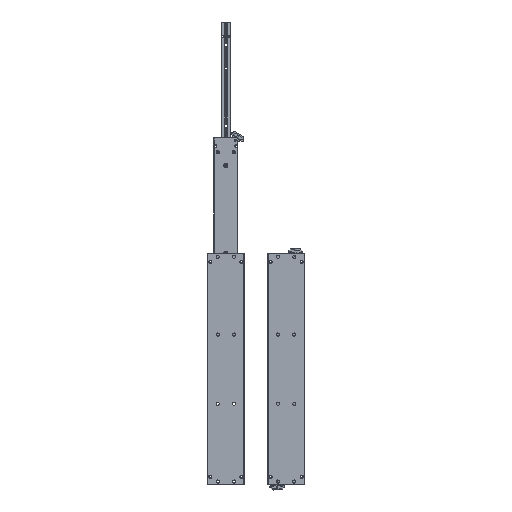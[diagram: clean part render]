
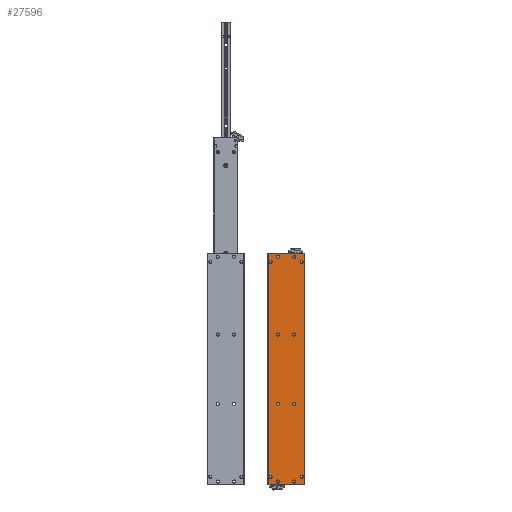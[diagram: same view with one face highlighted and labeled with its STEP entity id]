
A CAD part, left-side view. The second image highlights one B-rep face of the part: STEP entity #27596.
In plain terms, the highlighted planar face has unit normal (-1, 0, 0).
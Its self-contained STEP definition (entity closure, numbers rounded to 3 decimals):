
#520=FACE_BOUND('',#7325,.T.);
#521=FACE_BOUND('',#7326,.T.);
#522=FACE_BOUND('',#7327,.T.);
#523=FACE_BOUND('',#7328,.T.);
#524=FACE_BOUND('',#7329,.T.);
#525=FACE_BOUND('',#7330,.T.);
#526=FACE_BOUND('',#7331,.T.);
#527=FACE_BOUND('',#7332,.T.);
#528=FACE_BOUND('',#7333,.T.);
#529=FACE_BOUND('',#7334,.T.);
#530=FACE_BOUND('',#7335,.T.);
#531=FACE_BOUND('',#7336,.T.);
#1552=LINE('',#56967,#3436);
#1553=LINE('',#56969,#3437);
#1554=LINE('',#56971,#3438);
#1555=LINE('',#56972,#3439);
#3436=VECTOR('',#32541,78.);
#3437=VECTOR('',#32542,500.);
#3438=VECTOR('',#32543,78.);
#3439=VECTOR('',#32544,500.);
#5748=FACE_OUTER_BOUND('',#7324,.T.);
#7324=EDGE_LOOP('',(#20506,#20507,#20508,#20509));
#7325=EDGE_LOOP('',(#20510));
#7326=EDGE_LOOP('',(#20511));
#7327=EDGE_LOOP('',(#20512));
#7328=EDGE_LOOP('',(#20513));
#7329=EDGE_LOOP('',(#20514));
#7330=EDGE_LOOP('',(#20515));
#7331=EDGE_LOOP('',(#20516));
#7332=EDGE_LOOP('',(#20517));
#7333=EDGE_LOOP('',(#20518));
#7334=EDGE_LOOP('',(#20519));
#7335=EDGE_LOOP('',(#20520));
#7336=EDGE_LOOP('',(#20521));
#9931=CIRCLE('',#29136,3.475);
#9932=CIRCLE('',#29138,3.475);
#9933=CIRCLE('',#29139,3.475);
#9934=CIRCLE('',#29140,3.3);
#9935=CIRCLE('',#29141,3.3);
#9936=CIRCLE('',#29142,3.3);
#9937=CIRCLE('',#29143,3.3);
#9938=CIRCLE('',#29144,3.3);
#9939=CIRCLE('',#29145,3.3);
#9940=CIRCLE('',#29146,3.3);
#9941=CIRCLE('',#29147,3.3);
#9942=CIRCLE('',#29148,3.475);
#11620=VERTEX_POINT('',#56962);
#11621=VERTEX_POINT('',#56965);
#11622=VERTEX_POINT('',#56966);
#11623=VERTEX_POINT('',#56968);
#11624=VERTEX_POINT('',#56970);
#11625=VERTEX_POINT('',#56973);
#11626=VERTEX_POINT('',#56975);
#11627=VERTEX_POINT('',#56977);
#11628=VERTEX_POINT('',#56979);
#11629=VERTEX_POINT('',#56981);
#11630=VERTEX_POINT('',#56983);
#11631=VERTEX_POINT('',#56985);
#11632=VERTEX_POINT('',#56987);
#11633=VERTEX_POINT('',#56989);
#11634=VERTEX_POINT('',#56991);
#11635=VERTEX_POINT('',#56993);
#14883=EDGE_CURVE('',#11620,#11620,#9931,.T.);
#14884=EDGE_CURVE('',#11621,#11622,#1552,.T.);
#14885=EDGE_CURVE('',#11623,#11621,#1553,.T.);
#14886=EDGE_CURVE('',#11624,#11623,#1554,.T.);
#14887=EDGE_CURVE('',#11624,#11622,#1555,.T.);
#14888=EDGE_CURVE('',#11625,#11625,#9932,.T.);
#14889=EDGE_CURVE('',#11626,#11626,#9933,.T.);
#14890=EDGE_CURVE('',#11627,#11627,#9934,.T.);
#14891=EDGE_CURVE('',#11628,#11628,#9935,.T.);
#14892=EDGE_CURVE('',#11629,#11629,#9936,.T.);
#14893=EDGE_CURVE('',#11630,#11630,#9937,.T.);
#14894=EDGE_CURVE('',#11631,#11631,#9938,.T.);
#14895=EDGE_CURVE('',#11632,#11632,#9939,.T.);
#14896=EDGE_CURVE('',#11633,#11633,#9940,.T.);
#14897=EDGE_CURVE('',#11634,#11634,#9941,.T.);
#14898=EDGE_CURVE('',#11635,#11635,#9942,.T.);
#20506=ORIENTED_EDGE('',*,*,#14884,.F.);
#20507=ORIENTED_EDGE('',*,*,#14885,.F.);
#20508=ORIENTED_EDGE('',*,*,#14886,.F.);
#20509=ORIENTED_EDGE('',*,*,#14887,.T.);
#20510=ORIENTED_EDGE('',*,*,#14888,.F.);
#20511=ORIENTED_EDGE('',*,*,#14889,.F.);
#20512=ORIENTED_EDGE('',*,*,#14890,.T.);
#20513=ORIENTED_EDGE('',*,*,#14891,.T.);
#20514=ORIENTED_EDGE('',*,*,#14892,.T.);
#20515=ORIENTED_EDGE('',*,*,#14893,.T.);
#20516=ORIENTED_EDGE('',*,*,#14894,.T.);
#20517=ORIENTED_EDGE('',*,*,#14895,.T.);
#20518=ORIENTED_EDGE('',*,*,#14896,.T.);
#20519=ORIENTED_EDGE('',*,*,#14897,.T.);
#20520=ORIENTED_EDGE('',*,*,#14898,.F.);
#20521=ORIENTED_EDGE('',*,*,#14883,.F.);
#25298=PLANE('',#29137);
#27596=ADVANCED_FACE('',(#5748,#520,#521,#522,#523,#524,#525,#526,#527,
#528,#529,#530,#531),#25298,.T.);
#29136=AXIS2_PLACEMENT_3D('',#56963,#32537,#32538);
#29137=AXIS2_PLACEMENT_3D('',#56964,#32539,#32540);
#29138=AXIS2_PLACEMENT_3D('',#56974,#32545,#32546);
#29139=AXIS2_PLACEMENT_3D('',#56976,#32547,#32548);
#29140=AXIS2_PLACEMENT_3D('',#56978,#32549,#32550);
#29141=AXIS2_PLACEMENT_3D('',#56980,#32551,#32552);
#29142=AXIS2_PLACEMENT_3D('',#56982,#32553,#32554);
#29143=AXIS2_PLACEMENT_3D('',#56984,#32555,#32556);
#29144=AXIS2_PLACEMENT_3D('',#56986,#32557,#32558);
#29145=AXIS2_PLACEMENT_3D('',#56988,#32559,#32560);
#29146=AXIS2_PLACEMENT_3D('',#56990,#32561,#32562);
#29147=AXIS2_PLACEMENT_3D('',#56992,#32563,#32564);
#29148=AXIS2_PLACEMENT_3D('',#56994,#32565,#32566);
#32537=DIRECTION('center_axis',(-1.,0.,0.));
#32538=DIRECTION('ref_axis',(0.,0.,-1.));
#32539=DIRECTION('center_axis',(-1.,0.,0.));
#32540=DIRECTION('ref_axis',(0.,0.,1.));
#32541=DIRECTION('',(0.,1.,0.));
#32542=DIRECTION('',(0.,0.,-1.));
#32543=DIRECTION('',(0.,-1.,0.));
#32544=DIRECTION('',(0.,0.,-1.));
#32545=DIRECTION('center_axis',(-1.,0.,0.));
#32546=DIRECTION('ref_axis',(0.,0.,-1.));
#32547=DIRECTION('center_axis',(-1.,0.,0.));
#32548=DIRECTION('ref_axis',(0.,0.,1.));
#32549=DIRECTION('center_axis',(1.,0.,0.));
#32550=DIRECTION('ref_axis',(0.,0.,-1.));
#32551=DIRECTION('center_axis',(1.,0.,0.));
#32552=DIRECTION('ref_axis',(0.,0.,-1.));
#32553=DIRECTION('center_axis',(1.,0.,0.));
#32554=DIRECTION('ref_axis',(0.,0.,-1.));
#32555=DIRECTION('center_axis',(1.,0.,0.));
#32556=DIRECTION('ref_axis',(0.,0.,-1.));
#32557=DIRECTION('center_axis',(1.,0.,0.));
#32558=DIRECTION('ref_axis',(0.,0.,-1.));
#32559=DIRECTION('center_axis',(1.,0.,0.));
#32560=DIRECTION('ref_axis',(0.,0.,-1.));
#32561=DIRECTION('center_axis',(1.,0.,0.));
#32562=DIRECTION('ref_axis',(0.,0.,-1.));
#32563=DIRECTION('center_axis',(1.,0.,0.));
#32564=DIRECTION('ref_axis',(0.,0.,-1.));
#32565=DIRECTION('center_axis',(-1.,0.,0.));
#32566=DIRECTION('ref_axis',(0.,0.,1.));
#56962=CARTESIAN_POINT('',(0.,33.6,-478.525));
#56963=CARTESIAN_POINT('Origin',(0.,33.6,
-482.));
#56964=CARTESIAN_POINT('Origin',(0.,39.,0.));
#56965=CARTESIAN_POINT('',(0.,-39.,-500.));
#56966=CARTESIAN_POINT('',(0.,39.,-500.));
#56967=CARTESIAN_POINT('',(0.,-39.,-500.));
#56968=CARTESIAN_POINT('',(0.,-39.,0.));
#56969=CARTESIAN_POINT('',(0.,-39.,0.));
#56970=CARTESIAN_POINT('',(0.,39.,0.));
#56971=CARTESIAN_POINT('',(0.,39.,0.));
#56972=CARTESIAN_POINT('',(0.,39.,0.));
#56973=CARTESIAN_POINT('',(0.,-33.6,-478.525));
#56974=CARTESIAN_POINT('Origin',(0.,-33.6,
-482.));
#56975=CARTESIAN_POINT('',(0.,-33.6,-21.475));
#56976=CARTESIAN_POINT('Origin',(0.,-33.6,
-18.));
#56977=CARTESIAN_POINT('',(0.,-17.5,-489.2));
#56978=CARTESIAN_POINT('Origin',(0.,-17.5,-492.5));
#56979=CARTESIAN_POINT('',(0.,17.5,-489.2));
#56980=CARTESIAN_POINT('Origin',(0.,17.5,-492.5));
#56981=CARTESIAN_POINT('',(0.,-17.5,-321.7));
#56982=CARTESIAN_POINT('Origin',(0.,-17.5,-325.));
#56983=CARTESIAN_POINT('',(0.,17.5,-321.7));
#56984=CARTESIAN_POINT('Origin',(0.,17.5,-325.));
#56985=CARTESIAN_POINT('',(0.,-17.5,-171.7));
#56986=CARTESIAN_POINT('Origin',(0.,-17.5,-175.));
#56987=CARTESIAN_POINT('',(0.,17.5,-171.7));
#56988=CARTESIAN_POINT('Origin',(0.,17.5,-175.));
#56989=CARTESIAN_POINT('',(0.,-17.5,-4.2));
#56990=CARTESIAN_POINT('Origin',(0.,-17.5,-7.5));
#56991=CARTESIAN_POINT('',(0.,17.5,-4.2));
#56992=CARTESIAN_POINT('Origin',(0.,17.5,-7.5));
#56993=CARTESIAN_POINT('',(0.,33.6,-21.475));
#56994=CARTESIAN_POINT('Origin',(0.,33.6,
-18.));
